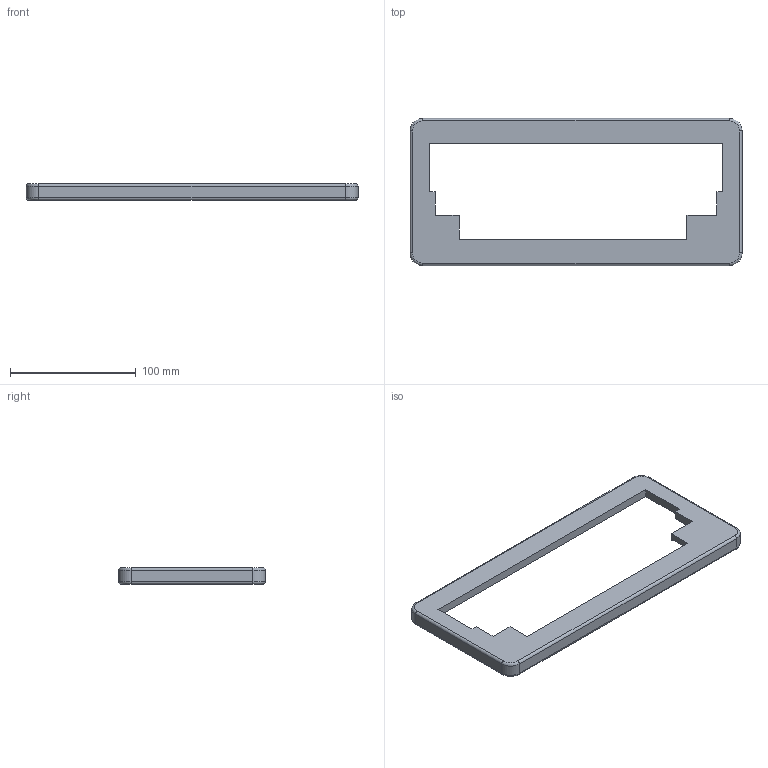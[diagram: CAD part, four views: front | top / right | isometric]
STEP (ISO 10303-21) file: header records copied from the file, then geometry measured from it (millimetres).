
FILE_DESCRIPTION(/* description */ (''),/* implementation_level */ '2;1');
FILE_NAME(/* name */ 'Top case.step',/* time_stamp */ '2025-04-23T13:28:27+02:00',/* author */ (''),/* organization */ (''),/* preprocessor_version */ 'ST-DEVELOPER v20.1',/* originating_system */ 'Autodesk Translation Framework v14.4.0.0',/* authorisation */ '');
FILE_SCHEMA (('AUTOMOTIVE_DESIGN { 1 0 10303 214 3 1 1 }'));
Length unit declared in the file: millimetre
Products named in the file (3): Pancake case; Pancake; Top Case
Assembly tree (2 placements, depth 3):
  Pancake case
    Pancake
      Top Case
Bounding box: 264 x 117 x 13 mm (x, y, z)
Volume: 113575.5 mm3; surface area: 47009.8 mm2
Topology: 1 solids, 1 shells, 164 faces, 422 edges, 273 vertices
Faces by surface type: plane 88, cylinder 60, cone 8, torus 8
Full cylindrical faces by diameter (mm): 3.2 x8, 5 x8
Entity records: 5033 total; most frequent: DIRECTION 881, CARTESIAN_POINT 856, ORIENTED_EDGE 828, EDGE_CURVE 414, AXIS2_PLACEMENT_3D 298, LINE 285, VECTOR 285, VERTEX_POINT 273
